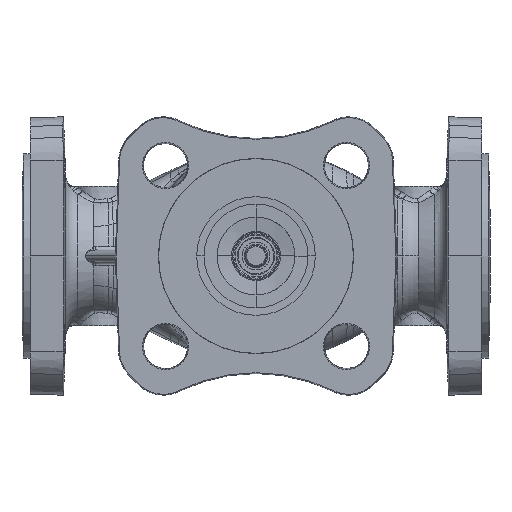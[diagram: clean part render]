
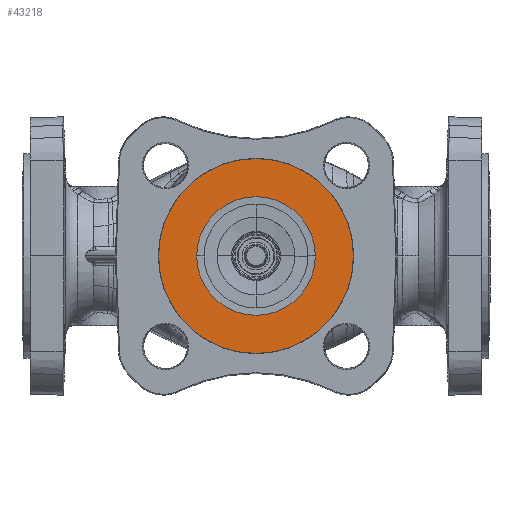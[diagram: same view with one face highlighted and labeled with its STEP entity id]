
A CAD part, front view. The second image highlights one B-rep face of the part: STEP entity #43218.
In plain terms, the highlighted planar face has unit normal (0, -1, 0).
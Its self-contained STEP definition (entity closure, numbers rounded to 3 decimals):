
#14332=CARTESIAN_POINT('',(4.734,-108.595,
201.253));
#14333=DIRECTION('',(0.,-1.,0.));
#14334=DIRECTION('',(0.,0.,-1.));
#14335=AXIS2_PLACEMENT_3D('',#14332,#14333,#14334);
#14337=CARTESIAN_POINT('',(4.734,-108.595,
201.253));
#14338=DIRECTION('',(0.,-1.,0.));
#14339=DIRECTION('',(0.,0.,1.));
#14340=AXIS2_PLACEMENT_3D('',#14337,#14338,#14339);
#14342=CARTESIAN_POINT('',(4.734,-108.595,
201.253));
#14343=DIRECTION('',(0.,1.,0.));
#14344=DIRECTION('',(-1.,0.,0.));
#14345=AXIS2_PLACEMENT_3D('',#14342,#14343,#14344);
#14347=CARTESIAN_POINT('',(4.734,-108.595,
201.253));
#14348=DIRECTION('',(0.,1.,0.));
#14349=DIRECTION('',(1.,0.,0.));
#14350=AXIS2_PLACEMENT_3D('',#14347,#14348,#14349);
#14352=CARTESIAN_POINT('',(4.734,-108.595,
201.253));
#14353=DIRECTION('',(0.,1.,0.));
#14354=DIRECTION('',(0.,0.,1.));
#14355=AXIS2_PLACEMENT_3D('',#14352,#14353,#14354);
#28301=CARTESIAN_POINT('',(30.234,-108.595,
201.253));
#28302=CARTESIAN_POINT('',(-20.766,-108.595,
201.253));
#28303=VERTEX_POINT('',#28301);
#28304=VERTEX_POINT('',#28302);
#29023=CARTESIAN_POINT('',(4.734,-108.595,
243.148));
#29024=CARTESIAN_POINT('',(4.734,-108.595,
159.358));
#29025=VERTEX_POINT('',#29023);
#29026=VERTEX_POINT('',#29024);
#29139=CARTESIAN_POINT('',(4.734,-108.595,
226.753));
#29140=VERTEX_POINT('',#29139);
#43202=CARTESIAN_POINT('',(-37.161,-108.595,
121.253));
#43203=DIRECTION('',(0.,-1.,0.));
#43204=DIRECTION('',(0.,0.,-1.));
#43205=AXIS2_PLACEMENT_3D('',#43202,#43203,#43204);
#43206=PLANE('',#43205);
#43207=ORIENTED_EDGE('',*,*,#41474,.F.);
#43209=ORIENTED_EDGE('',*,*,#43208,.F.);
#43210=EDGE_LOOP('',(#43207,#43209));
#43211=FACE_OUTER_BOUND('',#43210,.F.);
#43212=ORIENTED_EDGE('',*,*,#41256,.F.);
#43214=ORIENTED_EDGE('',*,*,#43213,.F.);
#43215=ORIENTED_EDGE('',*,*,#41258,.F.);
#43216=EDGE_LOOP('',(#43212,#43214,#43215));
#43217=FACE_BOUND('',#43216,.F.);
#43218=ADVANCED_FACE('',(#43211,#43217),#43206,.T.);
#14336=CIRCLE('',#14335,41.895);
#14341=CIRCLE('',#14340,41.895);
#14346=CIRCLE('',#14345,25.5);
#14351=CIRCLE('',#14350,25.5);
#14356=CIRCLE('',#14355,25.5);
#41256=EDGE_CURVE('',#28304,#29140,#14346,.T.);
#41258=EDGE_CURVE('',#29140,#28303,#14356,.T.);
#41474=EDGE_CURVE('',#29026,#29025,#14336,.T.);
#43208=EDGE_CURVE('',#29025,#29026,#14341,.T.);
#43213=EDGE_CURVE('',#28303,#28304,#14351,.T.);
